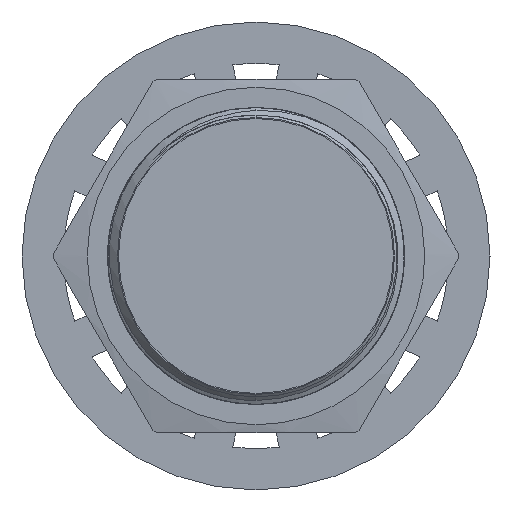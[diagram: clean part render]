
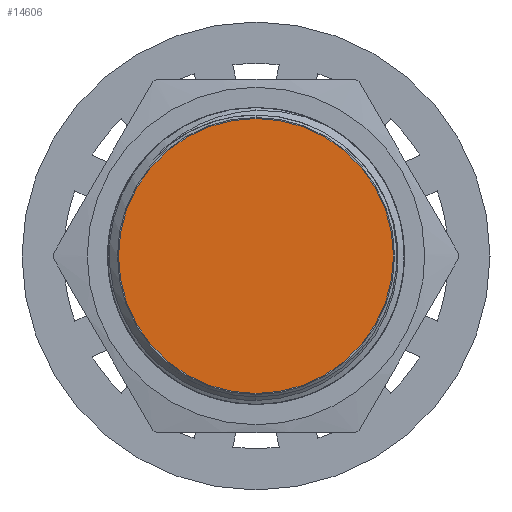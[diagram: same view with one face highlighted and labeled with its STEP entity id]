
A CAD part, front view. The second image highlights one B-rep face of the part: STEP entity #14606.
In plain terms, the highlighted planar face has unit normal (0, -1, 0).
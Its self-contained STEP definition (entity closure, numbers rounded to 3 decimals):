
#69 = EDGE_CURVE ( 'NONE', #28466, #26082, #28073, .T. ) ;
#339 = CARTESIAN_POINT ( 'NONE',  ( 0., -66., 50. ) ) ;
#1675 = EDGE_LOOP ( 'NONE', ( #12425, #14008 ) ) ;
#2457 = DIRECTION ( 'NONE',  ( 0., 0., 1. ) ) ;
#3294 = DIRECTION ( 'NONE',  ( 0., 0., 1. ) ) ;
#3538 = CARTESIAN_POINT ( 'NONE',  ( 0., -66., 50. ) ) ;
#5557 = AXIS2_PLACEMENT_3D ( 'NONE', #3538, #25090, #25302 ) ;
#9359 = AXIS2_PLACEMENT_3D ( 'NONE', #339, #22012, #2457 ) ;
#12425 = ORIENTED_EDGE ( 'NONE', *, *, #69, .F. ) ;
#14008 = ORIENTED_EDGE ( 'NONE', *, *, #17665, .F. ) ;
#14606 = ADVANCED_FACE ( 'NONE', ( #26632 ), #29827, .T. ) ;
#14678 = CARTESIAN_POINT ( 'NONE',  ( 0., -66., 36.1 ) ) ;
#15275 = DIRECTION ( 'NONE',  ( 0., 1., 0. ) ) ;
#15295 = AXIS2_PLACEMENT_3D ( 'NONE', #20217, #15275, #3294 ) ;
#17665 = EDGE_CURVE ( 'NONE', #26082, #28466, #30679, .T. ) ;
#19744 = CARTESIAN_POINT ( 'NONE',  ( 0., -66., 63.9 ) ) ;
#20217 = CARTESIAN_POINT ( 'NONE',  ( 0., -66., 50. ) ) ;
#22012 = DIRECTION ( 'NONE',  ( 0., 1., 0. ) ) ;
#25090 = DIRECTION ( 'NONE',  ( 0., -1., 0. ) ) ;
#25302 = DIRECTION ( 'NONE',  ( 0., 0., -1. ) ) ;
#26082 = VERTEX_POINT ( 'NONE', #19744 ) ;
#26632 = FACE_OUTER_BOUND ( 'NONE', #1675, .T. ) ;
#28073 = CIRCLE ( 'NONE', #15295, 13.9 ) ;
#28466 = VERTEX_POINT ( 'NONE', #14678 ) ;
#29827 = PLANE ( 'NONE',  #5557 ) ;
#30679 = CIRCLE ( 'NONE', #9359, 13.9 ) ;
